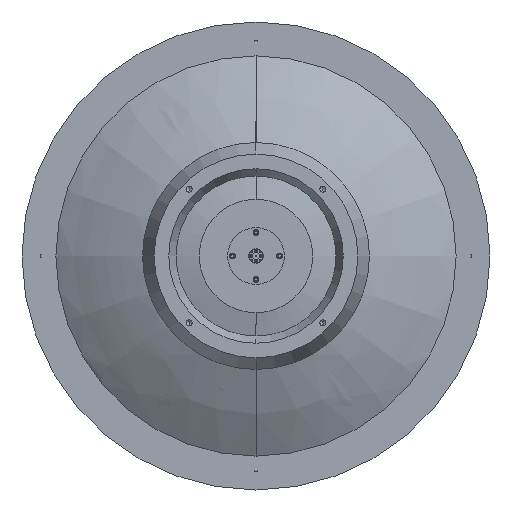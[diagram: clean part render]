
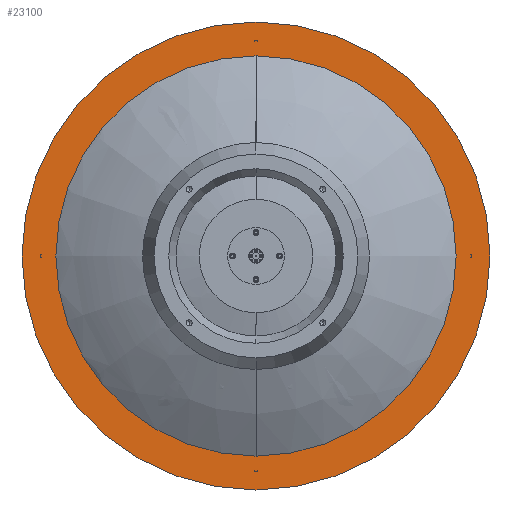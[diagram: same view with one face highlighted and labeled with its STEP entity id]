
A CAD part, left-side view. The second image highlights one B-rep face of the part: STEP entity #23100.
In plain terms, the highlighted planar face has unit normal (-1, 0, 0).
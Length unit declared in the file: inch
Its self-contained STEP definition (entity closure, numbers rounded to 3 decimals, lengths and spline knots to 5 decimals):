
#3354 = ORIENTED_EDGE ( 'NONE', *, *, #20989, .T. ) ;
#3792 = DIRECTION ( 'NONE',  ( 0., 0., 1. ) ) ;
#4074 = CARTESIAN_POINT ( 'NONE',  ( -1.89845, 0.73019, 0.32102 ) ) ;
#10040 = AXIS2_PLACEMENT_3D ( 'NONE', #4074, #47659, #3792 ) ;
#10651 = AXIS2_PLACEMENT_3D ( 'NONE', #55102, #54578, #61110 ) ;
#12935 = ORIENTED_EDGE ( 'NONE', *, *, #57881, .T. ) ;
#16683 = ORIENTED_EDGE ( 'NONE', *, *, #44776, .T. ) ;
#17793 = PLANE ( 'NONE',  #10651 ) ;
#17913 = VERTEX_POINT ( 'NONE', #19659 ) ;
#19659 = CARTESIAN_POINT ( 'NONE',  ( -1.89845, 0.73019, 12.69602 ) ) ;
#19949 = EDGE_CURVE ( 'NONE', #30291, #29146, #40916, .T. ) ;
#20943 = AXIS2_PLACEMENT_3D ( 'NONE', #58761, #77831, #39990 ) ;
#20989 = EDGE_CURVE ( 'NONE', #17913, #46602, #53498, .T. ) ;
#22938 = CARTESIAN_POINT ( 'NONE',  ( -1.89845, 0.73019, 0.32102 ) ) ;
#23100 = ADVANCED_FACE ( 'NONE', ( #58070, #25006 ), #17793, .F. ) ;
#24047 = CARTESIAN_POINT ( 'NONE',  ( -1.89845, 0.73019, -10.26198 ) ) ;
#25006 = FACE_OUTER_BOUND ( 'NONE', #79337, .T. ) ;
#29146 = VERTEX_POINT ( 'NONE', #76345 ) ;
#30291 = VERTEX_POINT ( 'NONE', #24047 ) ;
#32862 = EDGE_LOOP ( 'NONE', ( #80508, #12935 ) ) ;
#36188 = CIRCLE ( 'NONE', #71781, 10.583 ) ;
#39990 = DIRECTION ( 'NONE',  ( 0., 0., 1. ) ) ;
#40916 = CIRCLE ( 'NONE', #20943, 10.583 ) ;
#44776 = EDGE_CURVE ( 'NONE', #46602, #17913, #80217, .T. ) ;
#46602 = VERTEX_POINT ( 'NONE', #77652 ) ;
#47659 = DIRECTION ( 'NONE',  ( -1., 0., 0. ) ) ;
#50226 = AXIS2_PLACEMENT_3D ( 'NONE', #22938, #65969, #59948 ) ;
#51542 = CARTESIAN_POINT ( 'NONE',  ( -1.89845, 0.73019, 0.32102 ) ) ;
#51814 = DIRECTION ( 'NONE',  ( 1., 0., 0. ) ) ;
#53498 = CIRCLE ( 'NONE', #10040, 12.375 ) ;
#54578 = DIRECTION ( 'NONE',  ( 1., 0., 0. ) ) ;
#55102 = CARTESIAN_POINT ( 'NONE',  ( -1.89845, 0.73019, 0.32102 ) ) ;
#57881 = EDGE_CURVE ( 'NONE', #29146, #30291, #36188, .T. ) ;
#58070 = FACE_BOUND ( 'NONE', #32862, .T. ) ;
#58761 = CARTESIAN_POINT ( 'NONE',  ( -1.89845, 0.73019, 0.32102 ) ) ;
#59948 = DIRECTION ( 'NONE',  ( 0., 0., 1. ) ) ;
#61110 = DIRECTION ( 'NONE',  ( 0., 0., -1. ) ) ;
#65969 = DIRECTION ( 'NONE',  ( -1., 0., 0. ) ) ;
#71781 = AXIS2_PLACEMENT_3D ( 'NONE', #51542, #51814, #76097 ) ;
#76097 = DIRECTION ( 'NONE',  ( 0., 0., 1. ) ) ;
#76345 = CARTESIAN_POINT ( 'NONE',  ( -1.89845, 0.73019, 10.90402 ) ) ;
#77652 = CARTESIAN_POINT ( 'NONE',  ( -1.89845, 0.73019, -12.05398 ) ) ;
#77831 = DIRECTION ( 'NONE',  ( 1., 0., 0. ) ) ;
#79337 = EDGE_LOOP ( 'NONE', ( #3354, #16683 ) ) ;
#80217 = CIRCLE ( 'NONE', #50226, 12.375 ) ;
#80508 = ORIENTED_EDGE ( 'NONE', *, *, #19949, .T. ) ;
